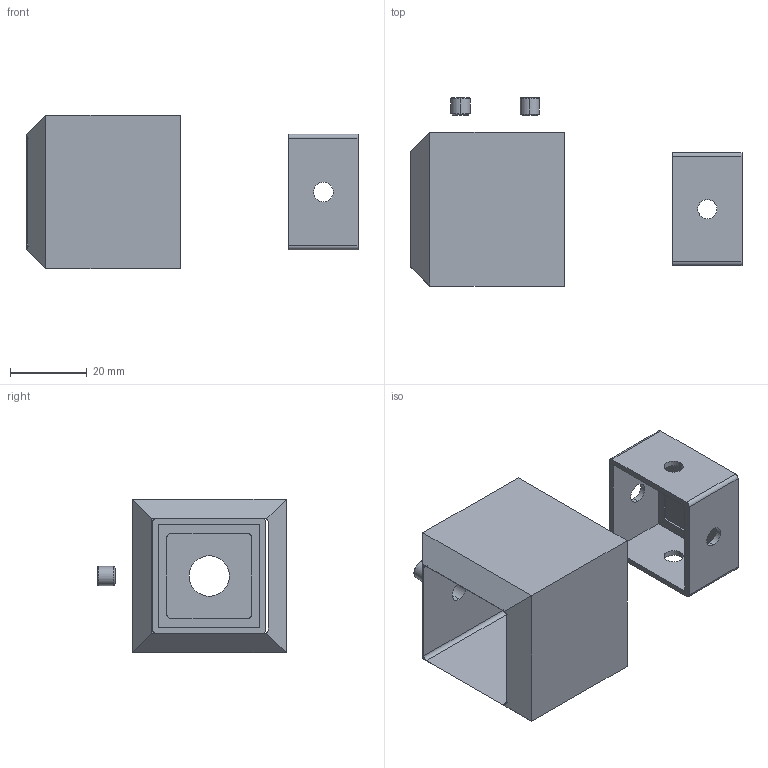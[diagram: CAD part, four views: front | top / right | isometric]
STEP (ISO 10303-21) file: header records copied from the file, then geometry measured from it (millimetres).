
FILE_DESCRIPTION (( 'STEP AP203' ), '1' );
FILE_NAME ('3D_CB3014_30x30_188706550.STEP', '2024-10-17T08:36:10', ( '' ), ( '' ), 'SwSTEP 2.0', 'SolidWorks 2024', '' );
FILE_SCHEMA (( 'CONFIG_CONTROL_DESIGN' ));
Length unit declared in the file: millimetre
Products named in the file (1): 3D_CB3014_30x30_188706550
Bounding box: 86.24 x 48.94 x 40 mm (x, y, z)
Volume: 29790.8 mm3; surface area: 17803.3 mm2
Topology: 4 solids, 4 shells, 86 faces, 213 edges, 138 vertices
Faces by surface type: plane 48, cylinder 30, cone 4, torus 4
Entity records: 2655 total; most frequent: DIRECTION 454, CARTESIAN_POINT 450, ORIENTED_EDGE 426, EDGE_CURVE 213, AXIS2_PLACEMENT_3D 158, VECTOR 138, VERTEX_POINT 138, LINE 138
